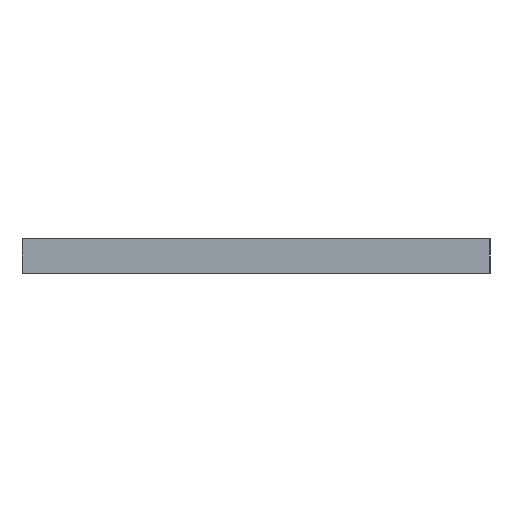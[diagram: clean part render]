
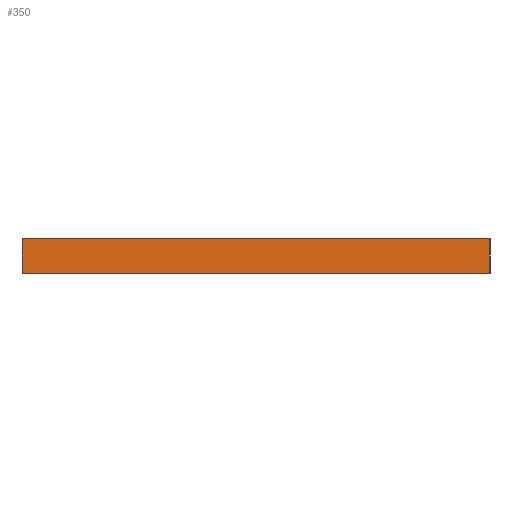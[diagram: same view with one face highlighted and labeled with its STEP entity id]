
A CAD part, left-side view. The second image highlights one B-rep face of the part: STEP entity #350.
In plain terms, the highlighted planar face has unit normal (-1, 0, 0).
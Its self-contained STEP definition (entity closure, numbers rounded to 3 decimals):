
#11 = DIRECTION ( 'NONE',  ( 0., 1., 0. ) ) ;
#59 = FACE_OUTER_BOUND ( 'NONE', #657, .T. ) ;
#87 = VERTEX_POINT ( 'NONE', #584 ) ;
#95 = VECTOR ( 'NONE', #239, 1000. ) ;
#106 = EDGE_CURVE ( 'NONE', #87, #330, #376, .T. ) ;
#108 = CARTESIAN_POINT ( 'NONE',  ( 65.55, 277.833, 0. ) ) ;
#160 = ORIENTED_EDGE ( 'NONE', *, *, #498, .F. ) ;
#179 = CARTESIAN_POINT ( 'NONE',  ( 65.55, 236.851, 0. ) ) ;
#186 = CARTESIAN_POINT ( 'NONE',  ( 65.55, 277.833, 3. ) ) ;
#197 = EDGE_CURVE ( 'NONE', #373, #330, #409, .T. ) ;
#205 = ORIENTED_EDGE ( 'NONE', *, *, #106, .T. ) ;
#216 = CARTESIAN_POINT ( 'NONE',  ( 65.55, 277.833, 3. ) ) ;
#227 = DIRECTION ( 'NONE',  ( 0., 0., -1. ) ) ;
#239 = DIRECTION ( 'NONE',  ( 0., -1., 0. ) ) ;
#271 = CARTESIAN_POINT ( 'NONE',  ( 65.55, 277.833, 3. ) ) ;
#285 = LINE ( 'NONE', #492, #621 ) ;
#320 = DIRECTION ( 'NONE',  ( 0., -1., 0. ) ) ;
#330 = VERTEX_POINT ( 'NONE', #179 ) ;
#350 = ADVANCED_FACE ( 'NONE', ( #59 ), #374, .F. ) ;
#352 = VERTEX_POINT ( 'NONE', #216 ) ;
#373 = VERTEX_POINT ( 'NONE', #594 ) ;
#374 = PLANE ( 'NONE',  #563 ) ;
#376 = LINE ( 'NONE', #108, #666 ) ;
#382 = LINE ( 'NONE', #186, #95 ) ;
#389 = VECTOR ( 'NONE', #573, 1000. ) ;
#405 = ORIENTED_EDGE ( 'NONE', *, *, #562, .T. ) ;
#409 = LINE ( 'NONE', #522, #389 ) ;
#445 = ORIENTED_EDGE ( 'NONE', *, *, #197, .F. ) ;
#476 = DIRECTION ( 'NONE',  ( 1., 0., 0. ) ) ;
#492 = CARTESIAN_POINT ( 'NONE',  ( 65.55, 277.833, 3. ) ) ;
#498 = EDGE_CURVE ( 'NONE', #352, #373, #382, .T. ) ;
#522 = CARTESIAN_POINT ( 'NONE',  ( 65.55, 236.851, 3. ) ) ;
#562 = EDGE_CURVE ( 'NONE', #352, #87, #285, .T. ) ;
#563 = AXIS2_PLACEMENT_3D ( 'NONE', #271, #476, #11 ) ;
#573 = DIRECTION ( 'NONE',  ( 0., 0., -1. ) ) ;
#584 = CARTESIAN_POINT ( 'NONE',  ( 65.55, 277.833, 0. ) ) ;
#594 = CARTESIAN_POINT ( 'NONE',  ( 65.55, 236.851, 3. ) ) ;
#621 = VECTOR ( 'NONE', #227, 1000. ) ;
#657 = EDGE_LOOP ( 'NONE', ( #205, #445, #160, #405 ) ) ;
#666 = VECTOR ( 'NONE', #320, 1000. ) ;
